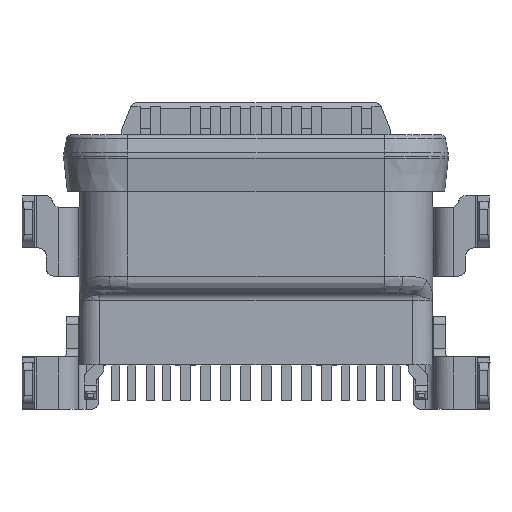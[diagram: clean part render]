
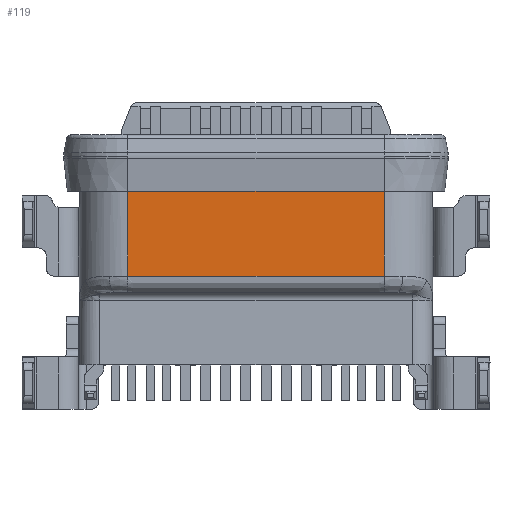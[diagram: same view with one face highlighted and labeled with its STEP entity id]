
A CAD part, front view. The second image highlights one B-rep face of the part: STEP entity #119.
In plain terms, the highlighted planar face has unit normal (0, -1, 0).
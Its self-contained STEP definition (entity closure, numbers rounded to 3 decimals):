
#119=ADVANCED_FACE('',(#1083),#1084,.F.);
#1083=FACE_OUTER_BOUND('',#2998,.T.);
#1084=PLANE('',#2999);
#2998=EDGE_LOOP('',(#17390,#17391,#17392,#17393));
#2999=AXIS2_PLACEMENT_3D('',#17394,#17395,#17396);
#17390=ORIENTED_EDGE('',*,*,#25025,.F.);
#17391=ORIENTED_EDGE('',*,*,#25026,.F.);
#17392=ORIENTED_EDGE('',*,*,#25027,.F.);
#17393=ORIENTED_EDGE('',*,*,#25028,.F.);
#17394=CARTESIAN_POINT('',(-11.825,-1.48,-3.25));
#17395=DIRECTION('',(-0.0,1.0,0.0));
#17396=DIRECTION('',(1.0,0.0,0.0));
#25025=EDGE_CURVE('',#27758,#27759,#27760,.T.);
#25026=EDGE_CURVE('',#27761,#27758,#27762,.T.);
#25027=EDGE_CURVE('',#27763,#27761,#27764,.T.);
#25028=EDGE_CURVE('',#27759,#27763,#27765,.T.);
#27758=VERTEX_POINT('',#32661);
#27759=VERTEX_POINT('',#32662);
#27760=LINE('',#32663,#32664);
#27761=VERTEX_POINT('',#32665);
#27762=LINE('',#32666,#32667);
#27763=VERTEX_POINT('',#32668);
#27764=LINE('',#32669,#32670);
#27765=LINE('',#32671,#32672);
#32661=CARTESIAN_POINT('',(-18.175,-1.48,-6.05));
#32662=CARTESIAN_POINT('',(-18.175,-1.48,-3.25));
#32663=CARTESIAN_POINT('',(-18.175,-1.48,-3.25));
#32664=VECTOR('',#41690,1000.0);
#32665=CARTESIAN_POINT('',(-11.825,-1.48,-6.05));
#32666=CARTESIAN_POINT('',(-11.825,-1.48,-6.05));
#32667=VECTOR('',#41691,1000.0);
#32668=CARTESIAN_POINT('',(-11.825,-1.48,-3.25));
#32669=CARTESIAN_POINT('',(-11.825,-1.48,-3.25));
#32670=VECTOR('',#41692,1000.0);
#32671=CARTESIAN_POINT('',(-11.825,-1.48,-3.25));
#32672=VECTOR('',#41693,1000.0);
#41690=DIRECTION('',(0.0,0.0,1.0));
#41691=DIRECTION('',(-1.0,-0.0,-0.0));
#41692=DIRECTION('',(0.0,0.0,-1.0));
#41693=DIRECTION('',(1.0,0.0,0.0));
